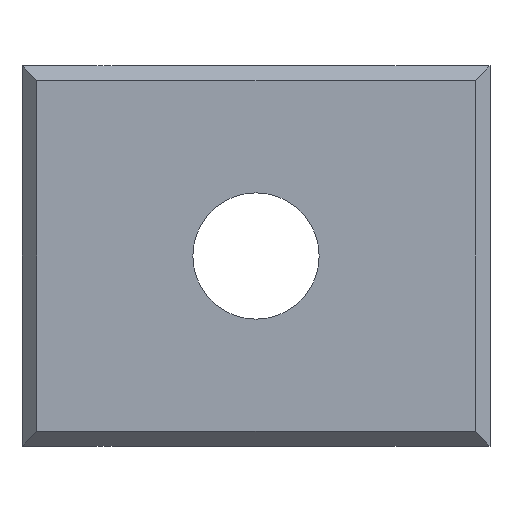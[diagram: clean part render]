
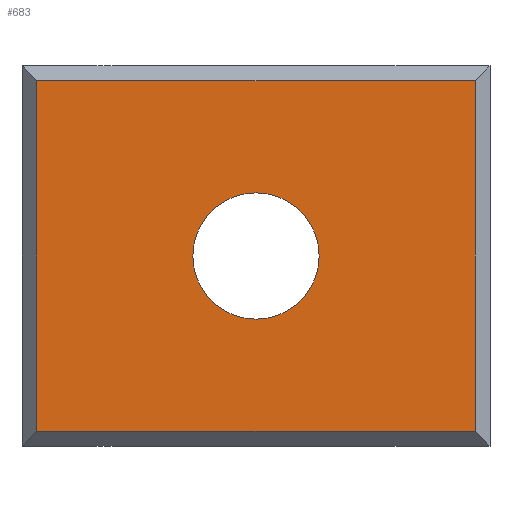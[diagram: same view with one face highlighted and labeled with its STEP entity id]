
A CAD part, front view. The second image highlights one B-rep face of the part: STEP entity #683.
In plain terms, the highlighted planar face has unit normal (0, -1, 0).
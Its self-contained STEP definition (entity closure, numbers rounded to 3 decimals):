
#30 = ORIENTED_EDGE ( 'NONE', *, *, #197, .T. ) ;
#43 = DIRECTION ( 'NONE',  ( 0., -1., 0. ) ) ;
#55 = CARTESIAN_POINT ( 'NONE',  ( 0., 0., 0. ) ) ;
#78 = CARTESIAN_POINT ( 'NONE',  ( 7.5, 0., 6.5 ) ) ;
#137 = EDGE_CURVE ( 'NONE', #426, #930, #169, .T. ) ;
#164 = ORIENTED_EDGE ( 'NONE', *, *, #1171, .T. ) ;
#169 = LINE ( 'NONE', #932, #1167 ) ;
#172 = CARTESIAN_POINT ( 'NONE',  ( 7.5, 0., -6. ) ) ;
#197 = EDGE_CURVE ( 'NONE', #930, #439, #449, .T. ) ;
#222 = EDGE_LOOP ( 'NONE', ( #30, #247, #362, #1134 ) ) ;
#247 = ORIENTED_EDGE ( 'NONE', *, *, #824, .T. ) ;
#255 = LINE ( 'NONE', #78, #490 ) ;
#266 = VECTOR ( 'NONE', #537, 1000. ) ;
#325 = DIRECTION ( 'NONE',  ( 0., 0., 1. ) ) ;
#331 = DIRECTION ( 'NONE',  ( 0., 0., -1. ) ) ;
#337 = PLANE ( 'NONE',  #491 ) ;
#340 = VERTEX_POINT ( 'NONE', #721 ) ;
#362 = ORIENTED_EDGE ( 'NONE', *, *, #434, .T. ) ;
#422 = DIRECTION ( 'NONE',  ( 0., 1., 0. ) ) ;
#426 = VERTEX_POINT ( 'NONE', #1205 ) ;
#434 = EDGE_CURVE ( 'NONE', #340, #426, #448, .T. ) ;
#439 = VERTEX_POINT ( 'NONE', #172 ) ;
#441 = CIRCLE ( 'NONE', #1229, 2.159 ) ;
#448 = LINE ( 'NONE', #941, #266 ) ;
#449 = LINE ( 'NONE', #840, #1210 ) ;
#481 = VERTEX_POINT ( 'NONE', #1025 ) ;
#490 = VECTOR ( 'NONE', #1126, 1000. ) ;
#491 = AXIS2_PLACEMENT_3D ( 'NONE', #1093, #43, #331 ) ;
#499 = ORIENTED_EDGE ( 'NONE', *, *, #1053, .T. ) ;
#537 = DIRECTION ( 'NONE',  ( -1., 0., 0. ) ) ;
#598 = CARTESIAN_POINT ( 'NONE',  ( 0., 0., 0. ) ) ;
#608 = FACE_BOUND ( 'NONE', #1172, .T. ) ;
#673 = CARTESIAN_POINT ( 'NONE',  ( 0., 0., -2.159 ) ) ;
#683 = ADVANCED_FACE ( 'NONE', ( #706, #608 ), #337, .T. ) ;
#706 = FACE_OUTER_BOUND ( 'NONE', #222, .T. ) ;
#715 = DIRECTION ( 'NONE',  ( 0., 1., 0. ) ) ;
#721 = CARTESIAN_POINT ( 'NONE',  ( 7.5, 0., 6. ) ) ;
#805 = AXIS2_PLACEMENT_3D ( 'NONE', #598, #715, #325 ) ;
#813 = DIRECTION ( 'NONE',  ( 0., 0., 1. ) ) ;
#824 = EDGE_CURVE ( 'NONE', #439, #340, #255, .T. ) ;
#840 = CARTESIAN_POINT ( 'NONE',  ( 8., 0., -6. ) ) ;
#918 = DIRECTION ( 'NONE',  ( 0., 0., -1. ) ) ;
#930 = VERTEX_POINT ( 'NONE', #950 ) ;
#932 = CARTESIAN_POINT ( 'NONE',  ( -7.5, 0., -6.5 ) ) ;
#941 = CARTESIAN_POINT ( 'NONE',  ( -8., 0., 6. ) ) ;
#945 = CIRCLE ( 'NONE', #805, 2.159 ) ;
#950 = CARTESIAN_POINT ( 'NONE',  ( -7.5, 0., -6. ) ) ;
#1025 = CARTESIAN_POINT ( 'NONE',  ( 0., 0., 2.159 ) ) ;
#1053 = EDGE_CURVE ( 'NONE', #481, #1186, #945, .T. ) ;
#1093 = CARTESIAN_POINT ( 'NONE',  ( 0., 0., 0. ) ) ;
#1126 = DIRECTION ( 'NONE',  ( 0., 0., 1. ) ) ;
#1134 = ORIENTED_EDGE ( 'NONE', *, *, #137, .T. ) ;
#1167 = VECTOR ( 'NONE', #918, 1000. ) ;
#1171 = EDGE_CURVE ( 'NONE', #1186, #481, #441, .T. ) ;
#1172 = EDGE_LOOP ( 'NONE', ( #164, #499 ) ) ;
#1186 = VERTEX_POINT ( 'NONE', #673 ) ;
#1205 = CARTESIAN_POINT ( 'NONE',  ( -7.5, 0., 6. ) ) ;
#1210 = VECTOR ( 'NONE', #1223, 1000. ) ;
#1223 = DIRECTION ( 'NONE',  ( 1., 0., 0. ) ) ;
#1229 = AXIS2_PLACEMENT_3D ( 'NONE', #55, #422, #813 ) ;
